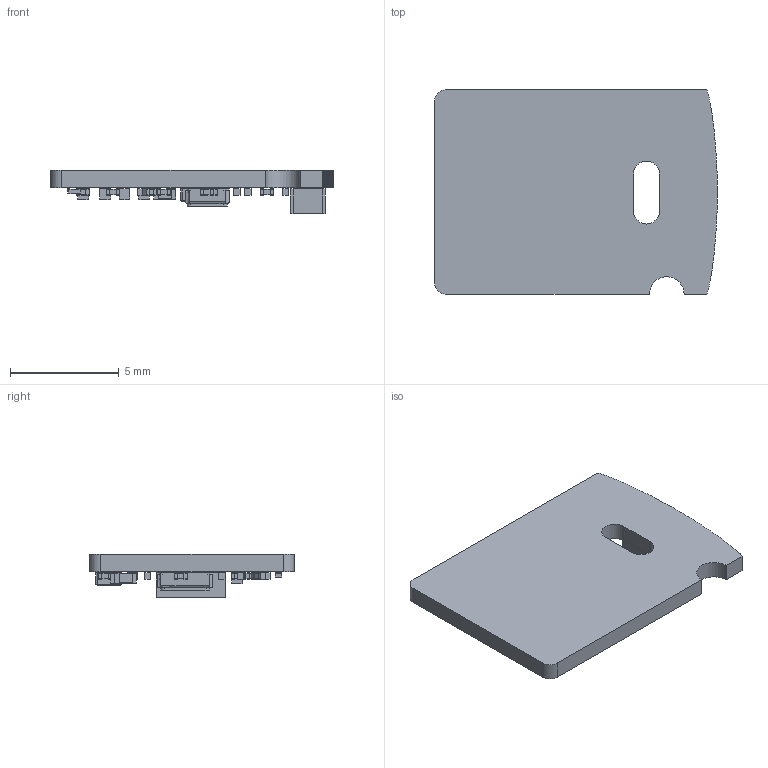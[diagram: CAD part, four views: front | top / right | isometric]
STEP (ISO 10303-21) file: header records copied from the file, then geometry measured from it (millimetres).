
FILE_DESCRIPTION(('KiCad electronic assembly'),'2;1');
FILE_NAME('bomu.step','2021-04-22T13:25:56',('Pcbnew'),('Kicad'), 'Open CASCADE STEP processor 7.5','KiCad to STEP converter','Unknown' );
FILE_SCHEMA(('AUTOMOTIVE_DESIGN { 1 0 10303 214 1 1 1 1 }'));
Length unit declared in the file: millimetre
Products named in the file (17): Open CASCADE STEP translator 7.5 1; C_0402_1005Metric; SOLID; C_0201_0603Metric; R_0201_0603Metric; nrf52840-ckaa-r7; ABM11-32.000MHZ-B7G-T; COMPOUND; ABS06-107-32.768KHZ-T; L_0201_0603Metric; W3008
Assembly tree (33 placements, depth 3):
  Open CASCADE STEP translator 7.5 1
    C_0402_1005Metric  x5
      SOLID
    C_0201_0603Metric  x12
      SOLID
    R_0201_0603Metric
      SOLID
    nrf52840-ckaa-r7
    ABM11-32.000MHZ-B7G-T
      COMPOUND
    ABS06-107-32.768KHZ-T
      COMPOUND
    L_0201_0603Metric  x3
      SOLID
    W3008
      COMPOUND
    COMPOUND
Bounding box: 13 x 9.4 x 2 mm (x, y, z)
Volume: 106.4 mm3; surface area: 378.2 mm2
Topology: 34 solids, 34 shells, 875 faces, 2287 edges, 1522 vertices
Faces by surface type: bspline 778, plane 92, cylinder 5
Entity records: 25577 total; most frequent: CARTESIAN_POINT 8588, ORIENTED_EDGE 2126, PCURVE 2126, DEFINITIONAL_REPRESENTATION 2126, B_SPLINE_CURVE_WITH_KNOTS 2070, DIRECTION 1117, EDGE_CURVE 1063, SURFACE_CURVE 1063
